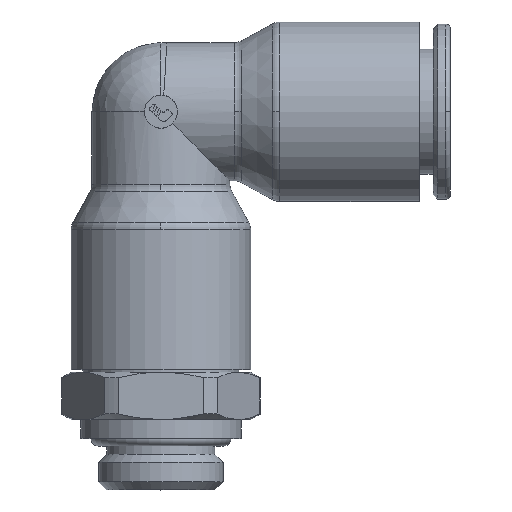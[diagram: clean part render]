
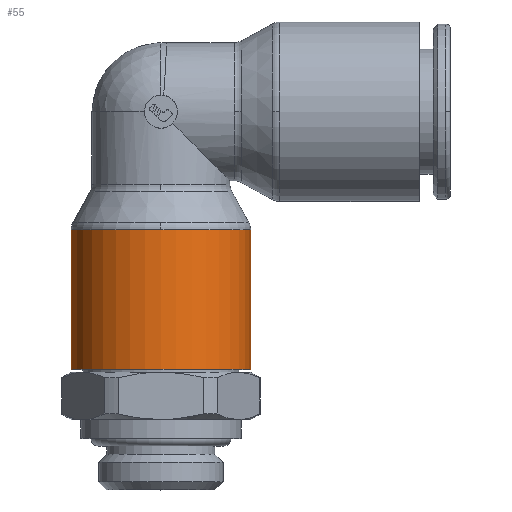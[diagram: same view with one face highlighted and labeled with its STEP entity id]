
A CAD part, top view. The second image highlights one B-rep face of the part: STEP entity #55.
In plain terms, the highlighted cylindrical face has radius 9.5 mm (diameter 19 mm), a partial arc.
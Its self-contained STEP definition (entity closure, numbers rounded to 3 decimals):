
#55=ADVANCED_FACE('',(#183),#184,.T.);
#183=FACE_OUTER_BOUND('',#432,.T.);
#184=CYLINDRICAL_SURFACE('',#433,9.5);
#432=EDGE_LOOP('',(#735,#736,#737,#738,#739));
#433=AXIS2_PLACEMENT_3D('',#740,#741,#742);
#735=ORIENTED_EDGE('',*,*,#1641,.F.);
#736=ORIENTED_EDGE('',*,*,#1642,.T.);
#737=ORIENTED_EDGE('',*,*,#1643,.T.);
#738=ORIENTED_EDGE('',*,*,#1644,.F.);
#739=ORIENTED_EDGE('',*,*,#1645,.F.);
#740=CARTESIAN_POINT('',(0.,12.7,0.0));
#741=DIRECTION('',(0.,-1.0,0.0));
#742=DIRECTION('',(1.0,0.,0.0));
#1641=EDGE_CURVE('',#1968,#1969,#1970,.T.);
#1642=EDGE_CURVE('',#1968,#1971,#1972,.T.);
#1643=EDGE_CURVE('',#1971,#1973,#1974,.T.);
#1644=EDGE_CURVE('',#1975,#1973,#1976,.T.);
#1645=EDGE_CURVE('',#1969,#1975,#1977,.T.);
#1968=VERTEX_POINT('',#2527);
#1969=VERTEX_POINT('',#2528);
#1970=LINE('',#2529,#2530);
#1971=VERTEX_POINT('',#2531);
#1972=CIRCLE('',#2532,9.5);
#1973=VERTEX_POINT('',#2533);
#1974=CIRCLE('',#2534,9.5);
#1975=VERTEX_POINT('',#2535);
#1976=LINE('',#2536,#2537);
#1977=CIRCLE('',#2538,9.5);
#2527=CARTESIAN_POINT('',(9.5,20.1,0.0));
#2528=CARTESIAN_POINT('',(9.5,5.3,0.0));
#2529=CARTESIAN_POINT('',(9.5,12.7,0.));
#2530=VECTOR('',#3759,1.0);
#2531=CARTESIAN_POINT('',(0.,20.1,9.5));
#2532=AXIS2_PLACEMENT_3D('',#3760,#3761,#3762);
#2533=CARTESIAN_POINT('',(-9.5,20.1,0.));
#2534=AXIS2_PLACEMENT_3D('',#3763,#3764,#3765);
#2535=CARTESIAN_POINT('',(-9.5,5.3,0.));
#2536=CARTESIAN_POINT('',(-9.5,12.7,0.));
#2537=VECTOR('',#3766,1.0);
#2538=AXIS2_PLACEMENT_3D('',#3767,#3768,#3769);
#3759=DIRECTION('',(0.,-1.0,0.0));
#3760=CARTESIAN_POINT('',(0.,20.1,0.0));
#3761=DIRECTION('',(0.,-1.0,0.0));
#3762=DIRECTION('',(1.0,0.,0.0));
#3763=CARTESIAN_POINT('',(0.,20.1,0.0));
#3764=DIRECTION('',(0.,-1.0,0.0));
#3765=DIRECTION('',(1.0,0.,0.0));
#3766=DIRECTION('',(0.,1.0,-0.0));
#3767=CARTESIAN_POINT('',(0.,5.3,0.0));
#3768=DIRECTION('',(0.,-1.0,0.0));
#3769=DIRECTION('',(1.0,0.,0.0));
